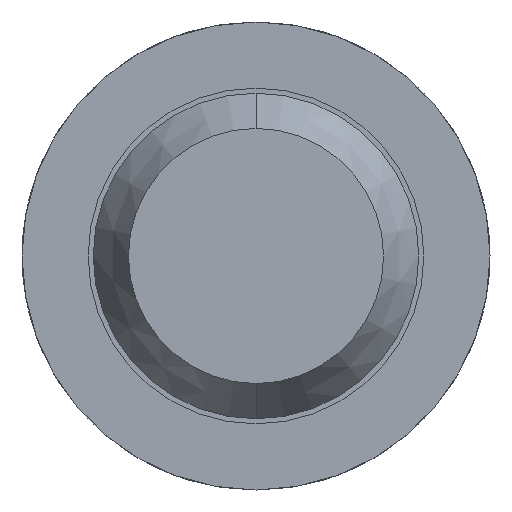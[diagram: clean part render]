
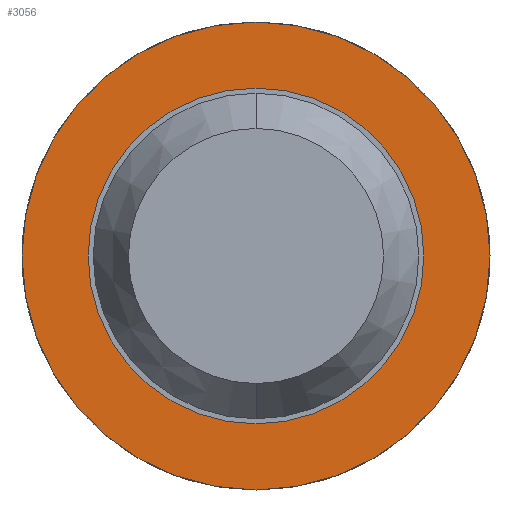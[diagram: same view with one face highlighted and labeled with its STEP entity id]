
A CAD part, front view. The second image highlights one B-rep face of the part: STEP entity #3056.
In plain terms, the highlighted planar face has unit normal (0, -1, 0).
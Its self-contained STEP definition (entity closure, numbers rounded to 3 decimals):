
#62 = CIRCLE ( 'NONE', #2398, 1.15 ) ;
#89 = EDGE_LOOP ( 'NONE', ( #2986, #1055 ) ) ;
#92 = AXIS2_PLACEMENT_3D ( 'NONE', #938, #2028, #564 ) ;
#141 = DIRECTION ( 'NONE',  ( 0., 1., 0. ) ) ;
#209 = VERTEX_POINT ( 'NONE', #3351 ) ;
#280 = AXIS2_PLACEMENT_3D ( 'NONE', #2758, #1258, #4600 ) ;
#373 = DIRECTION ( 'NONE',  ( 0., 1., 0. ) ) ;
#564 = DIRECTION ( 'NONE',  ( 0., 0., 1. ) ) ;
#646 = EDGE_CURVE ( 'Defeature ausgef�hrt3_14+Defeature ausgef�hrt3_13+Defeature ausgef�hrt3_13+Defeature ausgef�hrt3_13', #209, #1204, #4531, .T. ) ;
#691 = CARTESIAN_POINT ( 'NONE',  ( 0., -1.7, 1.15 ) ) ;
#938 = CARTESIAN_POINT ( 'NONE',  ( 0., -1.7, 0. ) ) ;
#1015 = CIRCLE ( 'NONE', #280, 0.825 ) ;
#1055 = ORIENTED_EDGE ( 'NONE', *, *, #2824, .F. ) ;
#1110 = DIRECTION ( 'NONE',  ( 0., 0., 1. ) ) ;
#1170 = CIRCLE ( 'NONE', #92, 1.15 ) ;
#1204 = VERTEX_POINT ( 'NONE', #4109 ) ;
#1207 = CARTESIAN_POINT ( 'NONE',  ( 0., -1.7, -1.15 ) ) ;
#1258 = DIRECTION ( 'NONE',  ( 0., 1., 0. ) ) ;
#1328 = EDGE_CURVE ( 'Defeature ausgef�hrt3_14+Defeature ausgef�hrt3_13+Defeature ausgef�hrt3_13+Defeature ausgef�hrt3_13', #1204, #209, #1015, .T. ) ;
#1674 = CARTESIAN_POINT ( 'NONE',  ( 0., -1.7, 0. ) ) ;
#1750 = EDGE_CURVE ( 'Defeature ausgef�hrt3_10+Defeature ausgef�hrt3_14+Defeature ausgef�hrt3_14+Defeature ausgef�hrt3_14', #4616, #2532, #1170, .T. ) ;
#2028 = DIRECTION ( 'NONE',  ( 0., 1., 0. ) ) ;
#2041 = CARTESIAN_POINT ( 'NONE',  ( 0.825, -1.7, 0. ) ) ;
#2206 = CARTESIAN_POINT ( 'NONE',  ( 0., -1.7, 0. ) ) ;
#2398 = AXIS2_PLACEMENT_3D ( 'NONE', #2206, #373, #1110 ) ;
#2532 = VERTEX_POINT ( 'NONE', #1207 ) ;
#2594 = AXIS2_PLACEMENT_3D ( 'NONE', #1674, #141, #2752 ) ;
#2707 = ORIENTED_EDGE ( 'NONE', *, *, #646, .T. ) ;
#2752 = DIRECTION ( 'NONE',  ( 0., 0., 1. ) ) ;
#2758 = CARTESIAN_POINT ( 'NONE',  ( 0., -1.7, 0. ) ) ;
#2824 = EDGE_CURVE ( 'Defeature ausgef�hrt3_10+Defeature ausgef�hrt3_14+Defeature ausgef�hrt3_14+Defeature ausgef�hrt3_14', #2532, #4616, #62, .T. ) ;
#2986 = ORIENTED_EDGE ( 'NONE', *, *, #1750, .F. ) ;
#3056 = ADVANCED_FACE ( 'Defeature ausgef�hrt3_14', ( #4002, #4751 ), #3214, .F. ) ;
#3214 = PLANE ( 'NONE',  #4194 ) ;
#3351 = CARTESIAN_POINT ( 'NONE',  ( 0., -1.7, 0.825 ) ) ;
#3565 = DIRECTION ( 'NONE',  ( 0., 0., 1. ) ) ;
#3665 = EDGE_LOOP ( 'NONE', ( #2707, #4442 ) ) ;
#4002 = FACE_OUTER_BOUND ( 'NONE', #89, .T. ) ;
#4109 = CARTESIAN_POINT ( 'NONE',  ( 0., -1.7, -0.825 ) ) ;
#4194 = AXIS2_PLACEMENT_3D ( 'NONE', #2041, #4627, #3565 ) ;
#4442 = ORIENTED_EDGE ( 'NONE', *, *, #1328, .T. ) ;
#4531 = CIRCLE ( 'NONE', #2594, 0.825 ) ;
#4600 = DIRECTION ( 'NONE',  ( 0., 0., 1. ) ) ;
#4616 = VERTEX_POINT ( 'NONE', #691 ) ;
#4627 = DIRECTION ( 'NONE',  ( 0., 1., 0. ) ) ;
#4751 = FACE_BOUND ( 'NONE', #3665, .T. ) ;
